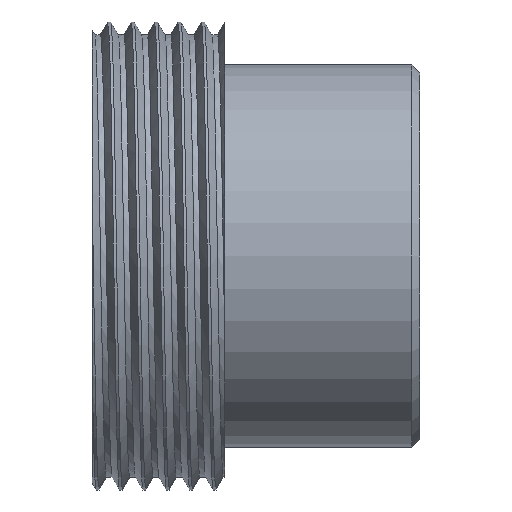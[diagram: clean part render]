
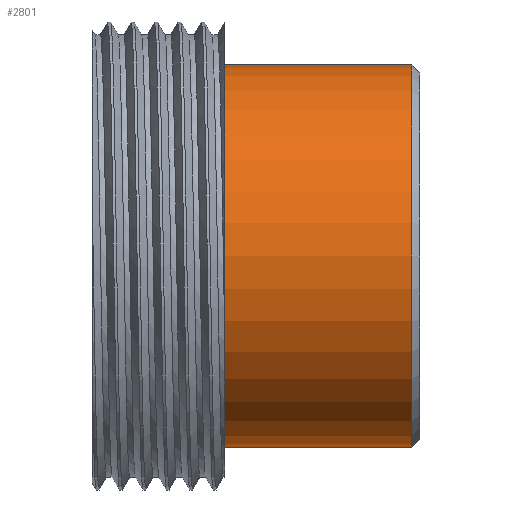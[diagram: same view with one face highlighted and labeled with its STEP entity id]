
A CAD part, front view. The second image highlights one B-rep face of the part: STEP entity #2801.
In plain terms, the highlighted cylindrical face has radius 12.25 mm (diameter 24.5 mm), a partial arc.
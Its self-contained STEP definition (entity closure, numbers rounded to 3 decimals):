
#83 = ORIENTED_EDGE ( 'NONE', *, *, #177, .F. ) ;
#144 = VECTOR ( 'NONE', #3402, 1000. ) ;
#177 = EDGE_CURVE ( 'NONE', #1567, #1125, #4149, .T. ) ;
#193 = DIRECTION ( 'NONE',  ( -1., 0., 0. ) ) ;
#370 = CARTESIAN_POINT ( 'NONE',  ( -36.703, 0., 0. ) ) ;
#863 = LINE ( 'NONE', #2011, #2387 ) ;
#895 = ORIENTED_EDGE ( 'NONE', *, *, #3954, .T. ) ;
#1103 = DIRECTION ( 'NONE',  ( 0., 0., -1. ) ) ;
#1125 = VERTEX_POINT ( 'NONE', #2565 ) ;
#1159 = CARTESIAN_POINT ( 'NONE',  ( 13., 0., 12.25 ) ) ;
#1514 = DIRECTION ( 'NONE',  ( -1., 0., 0. ) ) ;
#1567 = VERTEX_POINT ( 'NONE', #4551 ) ;
#1862 = CYLINDRICAL_SURFACE ( 'NONE', #2215, 12.25 ) ;
#1932 = DIRECTION ( 'NONE',  ( -1., 0., 0. ) ) ;
#1984 = VERTEX_POINT ( 'NONE', #1159 ) ;
#2011 = CARTESIAN_POINT ( 'NONE',  ( -36.703, 0., 12.25 ) ) ;
#2215 = AXIS2_PLACEMENT_3D ( 'NONE', #370, #1514, #4300 ) ;
#2274 = CARTESIAN_POINT ( 'NONE',  ( 1., 0., 0. ) ) ;
#2327 = EDGE_LOOP ( 'NONE', ( #2602, #4052, #895, #83 ) ) ;
#2387 = VECTOR ( 'NONE', #193, 1000. ) ;
#2459 = EDGE_CURVE ( 'NONE', #3619, #1984, #4564, .T. ) ;
#2565 = CARTESIAN_POINT ( 'NONE',  ( 1., 0., 12.25 ) ) ;
#2602 = ORIENTED_EDGE ( 'NONE', *, *, #3188, .F. ) ;
#2750 = CARTESIAN_POINT ( 'NONE',  ( -36.703, 0., -12.25 ) ) ;
#2785 = CARTESIAN_POINT ( 'NONE',  ( 13., 0., -12.25 ) ) ;
#2801 = ADVANCED_FACE ( 'NONE', ( #3560 ), #1862, .T. ) ;
#2871 = DIRECTION ( 'NONE',  ( -1., 0., 0. ) ) ;
#3188 = EDGE_CURVE ( 'NONE', #3619, #1567, #3304, .T. ) ;
#3304 = LINE ( 'NONE', #2750, #144 ) ;
#3327 = AXIS2_PLACEMENT_3D ( 'NONE', #2274, #1932, #3349 ) ;
#3349 = DIRECTION ( 'NONE',  ( 0., 0., 1. ) ) ;
#3402 = DIRECTION ( 'NONE',  ( -1., 0., 0. ) ) ;
#3451 = CARTESIAN_POINT ( 'NONE',  ( 13., 0., 0. ) ) ;
#3560 = FACE_OUTER_BOUND ( 'NONE', #2327, .T. ) ;
#3619 = VERTEX_POINT ( 'NONE', #2785 ) ;
#3954 = EDGE_CURVE ( 'NONE', #1984, #1125, #863, .T. ) ;
#4052 = ORIENTED_EDGE ( 'NONE', *, *, #2459, .T. ) ;
#4149 = CIRCLE ( 'NONE', #3327, 12.25 ) ;
#4232 = AXIS2_PLACEMENT_3D ( 'NONE', #3451, #2871, #1103 ) ;
#4300 = DIRECTION ( 'NONE',  ( 0., 0., 1. ) ) ;
#4551 = CARTESIAN_POINT ( 'NONE',  ( 1., 0., -12.25 ) ) ;
#4564 = CIRCLE ( 'NONE', #4232, 12.25 ) ;
